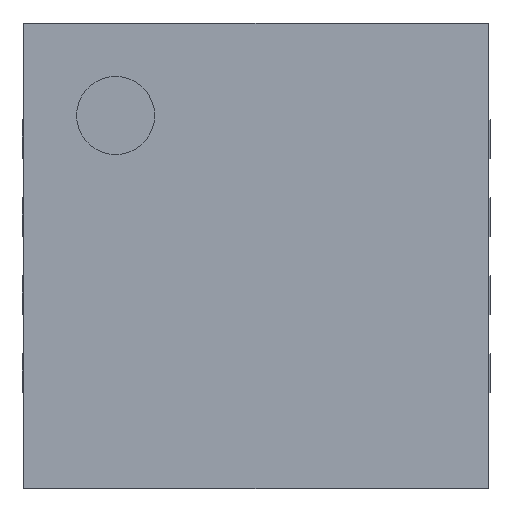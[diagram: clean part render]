
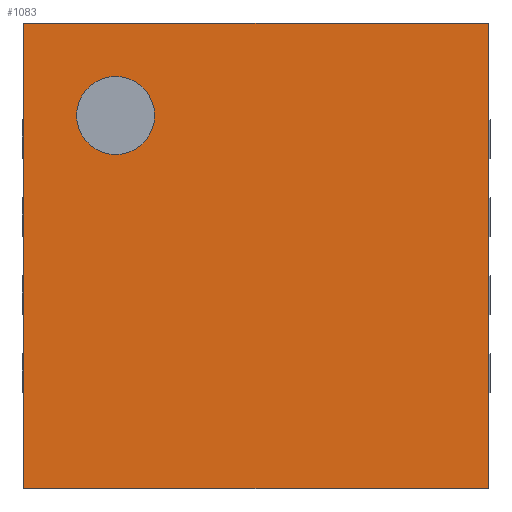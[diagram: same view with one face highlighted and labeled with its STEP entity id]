
A CAD part, top view. The second image highlights one B-rep face of the part: STEP entity #1083.
In plain terms, the highlighted planar face has unit normal (0, 0, 1).
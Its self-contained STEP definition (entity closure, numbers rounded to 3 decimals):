
#13=DIRECTION('',(0.,0.,1.));
#153=VECTOR('',#154,1.);
#154=DIRECTION('',(0.,-1.,0.));
#160=VECTOR('',#161,1.);
#161=DIRECTION('',(1.,0.,0.));
#182=DIRECTION('',(0.,0.,-1.));
#384=VERTEX_POINT('',#385);
#385=CARTESIAN_POINT('',(1.49,1.49,0.77));
#388=EDGE_CURVE('',#384,#389,#391,.T.);
#389=VERTEX_POINT('',#390);
#390=CARTESIAN_POINT('',(1.49,-1.49,0.77));
#391=LINE('',#385,#153);
#462=VERTEX_POINT('',#463);
#463=CARTESIAN_POINT('',(-1.49,1.49,0.77));
#466=ORIENTED_EDGE('',*,*,#467,.F.);
#467=EDGE_CURVE('',#462,#384,#468,.T.);
#468=LINE('',#463,#160);
#500=ORIENTED_EDGE('',*,*,#501,.T.);
#501=EDGE_CURVE('',#462,#502,#504,.T.);
#502=VERTEX_POINT('',#503);
#503=CARTESIAN_POINT('',(-1.49,-1.49,0.77));
#504=LINE('',#463,#153);
#1002=EDGE_CURVE('',#502,#389,#1003,.T.);
#1003=LINE('',#503,#160);
#1083=ADVANCED_FACE('',(#1084,#1088),#1097,.T.);
#1084=FACE_BOUND('',#1085,.T.);
#1085=EDGE_LOOP('',(#466,#500,#1086,#1087));
#1086=ORIENTED_EDGE('',*,*,#1002,.T.);
#1087=ORIENTED_EDGE('',*,*,#388,.F.);
#1088=FACE_BOUND('',#1089,.T.);
#1089=EDGE_LOOP('',(#1090));
#1090=ORIENTED_EDGE('',*,*,#1091,.T.);
#1091=EDGE_CURVE('',#1092,#1092,#1094,.T.);
#1092=VERTEX_POINT('',#1093);
#1093=CARTESIAN_POINT('',(-0.9,0.65,0.77));
#1094=CIRCLE('',#1095,0.25);
#1095=AXIS2_PLACEMENT_3D('',#1096,#182,#154);
#1096=CARTESIAN_POINT('',(-0.9,0.9,0.77));
#1097=PLANE('',#1098);
#1098=AXIS2_PLACEMENT_3D('',#463,#13,#154);
